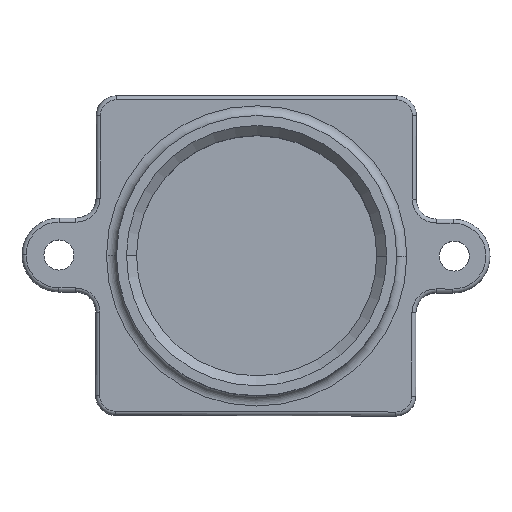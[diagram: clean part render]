
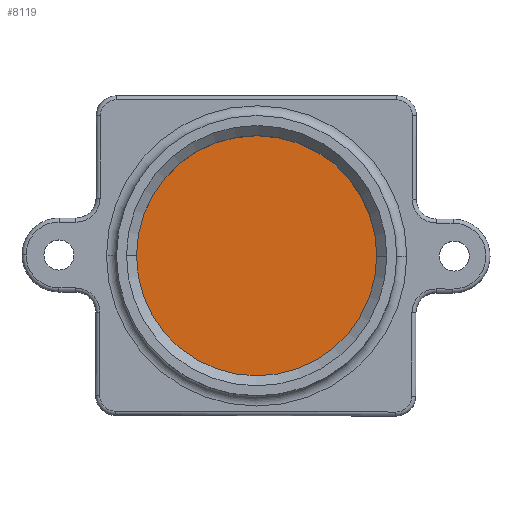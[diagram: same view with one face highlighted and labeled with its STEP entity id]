
A CAD part, top view. The second image highlights one B-rep face of the part: STEP entity #8119.
In plain terms, the highlighted planar face has unit normal (0, 0, 1).
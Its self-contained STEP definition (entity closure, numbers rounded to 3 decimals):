
#1360 = CYLINDRICAL_SURFACE('',#1361,152.4);
#1361 = AXIS2_PLACEMENT_3D('',#1362,#1363,#1364);
#1362 = CARTESIAN_POINT('',(0.,0.,-354.852));
#1363 = DIRECTION('',(0.,0.,1.));
#1364 = DIRECTION('',(1.,0.,0.));
#2148 = VERTEX_POINT('',#2149);
#2149 = CARTESIAN_POINT('',(152.4,0.,76.2));
#2185 = CYLINDRICAL_SURFACE('',#2186,152.4);
#2186 = AXIS2_PLACEMENT_3D('',#2187,#2188,#2189);
#2187 = CARTESIAN_POINT('',(0.,0.,-354.852));
#2188 = DIRECTION('',(0.,0.,1.));
#2189 = DIRECTION('',(1.,0.,0.));
#2221 = VERTEX_POINT('',#2222);
#2222 = CARTESIAN_POINT('',(-152.4,0.,76.2));
#2287 = EDGE_CURVE('',#2148,#2221,#2288,.T.);
#2288 = SURFACE_CURVE('',#2289,(#2294,#2323),.PCURVE_S1.);
#2289 = CIRCLE('',#2290,152.4);
#2290 = AXIS2_PLACEMENT_3D('',#2291,#2292,#2293);
#2291 = CARTESIAN_POINT('',(0.,0.,76.2));
#2292 = DIRECTION('',(0.,0.,-1.));
#2293 = DIRECTION('',(1.,0.,0.));
#2294 = PCURVE('',#1360,#2295);
#2295 = DEFINITIONAL_REPRESENTATION('',(#2296),#2322);
#2296 = B_SPLINE_CURVE_WITH_KNOTS('',3,(#2297,#2298,#2299,#2300,#2301,
    #2302,#2303,#2304,#2305,#2306,#2307,#2308,#2309,#2310,#2311,#2312,
    #2313,#2314,#2315,#2316,#2317,#2318,#2319,#2320,#2321),
  .UNSPECIFIED.,.F.,.F.,(4,1,1,1,1,1,1,1,1,1,1,1,1,1,1,1,1,1,1,1,1,1,4),
  (0.,0.143,0.286,0.428,0.571,
    0.714,0.857,1.,1.142,
    1.285,1.428,1.571,1.714,
    1.856,1.999,2.142,2.285,
    2.428,2.57,2.713,2.856,
    2.999,3.142),.QUASI_UNIFORM_KNOTS.);
#2297 = CARTESIAN_POINT('',(6.283,431.052));
#2298 = CARTESIAN_POINT('',(6.236,431.052));
#2299 = CARTESIAN_POINT('',(6.14,431.052));
#2300 = CARTESIAN_POINT('',(5.998,431.052));
#2301 = CARTESIAN_POINT('',(5.855,431.052));
#2302 = CARTESIAN_POINT('',(5.712,431.052));
#2303 = CARTESIAN_POINT('',(5.569,431.052));
#2304 = CARTESIAN_POINT('',(5.426,431.052));
#2305 = CARTESIAN_POINT('',(5.284,431.052));
#2306 = CARTESIAN_POINT('',(5.141,431.052));
#2307 = CARTESIAN_POINT('',(4.998,431.052));
#2308 = CARTESIAN_POINT('',(4.855,431.052));
#2309 = CARTESIAN_POINT('',(4.712,431.052));
#2310 = CARTESIAN_POINT('',(4.57,431.052));
#2311 = CARTESIAN_POINT('',(4.427,431.052));
#2312 = CARTESIAN_POINT('',(4.284,431.052));
#2313 = CARTESIAN_POINT('',(4.141,431.052));
#2314 = CARTESIAN_POINT('',(3.998,431.052));
#2315 = CARTESIAN_POINT('',(3.856,431.052));
#2316 = CARTESIAN_POINT('',(3.713,431.052));
#2317 = CARTESIAN_POINT('',(3.57,431.052));
#2318 = CARTESIAN_POINT('',(3.427,431.052));
#2319 = CARTESIAN_POINT('',(3.284,431.052));
#2320 = CARTESIAN_POINT('',(3.189,431.052));
#2321 = CARTESIAN_POINT('',(3.142,431.052));
#2322 = ( GEOMETRIC_REPRESENTATION_CONTEXT(2) 
PARAMETRIC_REPRESENTATION_CONTEXT() REPRESENTATION_CONTEXT('2D SPACE',''
  ) );
#2323 = PCURVE('',#2324,#2329);
#2324 = PLANE('',#2325);
#2325 = AXIS2_PLACEMENT_3D('',#2326,#2327,#2328);
#2326 = CARTESIAN_POINT('',(-0.797,0.478,76.2));
#2327 = DIRECTION('',(0.,0.,1.));
#2328 = DIRECTION('',(1.,0.,0.));
#2329 = DEFINITIONAL_REPRESENTATION('',(#2330),#2338);
#2330 = ( BOUNDED_CURVE() B_SPLINE_CURVE(2,(#2331,#2332,#2333,#2334,
#2335,#2336,#2337),.UNSPECIFIED.,.F.,.F.) B_SPLINE_CURVE_WITH_KNOTS((1,2
    ,2,2,2,1),(-2.094,0.,2.094,4.189,
6.283,8.378),.UNSPECIFIED.) CURVE() 
GEOMETRIC_REPRESENTATION_ITEM() RATIONAL_B_SPLINE_CURVE((1.,0.5,1.,0.5,
1.,0.5,1.)) REPRESENTATION_ITEM('') );
#2331 = CARTESIAN_POINT('',(153.197,-0.478));
#2332 = CARTESIAN_POINT('',(153.197,-264.443));
#2333 = CARTESIAN_POINT('',(-75.403,-132.46));
#2334 = CARTESIAN_POINT('',(-304.003,-0.478));
#2335 = CARTESIAN_POINT('',(-75.403,131.504));
#2336 = CARTESIAN_POINT('',(153.197,263.487));
#2337 = CARTESIAN_POINT('',(153.197,-0.478));
#2338 = ( GEOMETRIC_REPRESENTATION_CONTEXT(2) 
PARAMETRIC_REPRESENTATION_CONTEXT() REPRESENTATION_CONTEXT('2D SPACE',''
  ) );
#8071 = EDGE_CURVE('',#2221,#2148,#8072,.T.);
#8072 = SURFACE_CURVE('',#8073,(#8078,#8107),.PCURVE_S1.);
#8073 = CIRCLE('',#8074,152.4);
#8074 = AXIS2_PLACEMENT_3D('',#8075,#8076,#8077);
#8075 = CARTESIAN_POINT('',(0.,0.,76.2));
#8076 = DIRECTION('',(0.,0.,-1.));
#8077 = DIRECTION('',(1.,0.,0.));
#8078 = PCURVE('',#2185,#8079);
#8079 = DEFINITIONAL_REPRESENTATION('',(#8080),#8106);
#8080 = B_SPLINE_CURVE_WITH_KNOTS('',3,(#8081,#8082,#8083,#8084,#8085,
    #8086,#8087,#8088,#8089,#8090,#8091,#8092,#8093,#8094,#8095,#8096,
    #8097,#8098,#8099,#8100,#8101,#8102,#8103,#8104,#8105),
  .UNSPECIFIED.,.F.,.F.,(4,1,1,1,1,1,1,1,1,1,1,1,1,1,1,1,1,1,1,1,1,1,4),
  (3.142,3.284,3.427,3.57,
    3.713,3.856,3.998,4.141,
    4.284,4.427,4.57,4.712,
    4.855,4.998,5.141,5.284,
    5.426,5.569,5.712,5.855,
    5.998,6.14,6.283),.QUASI_UNIFORM_KNOTS.);
#8081 = CARTESIAN_POINT('',(3.142,431.052));
#8082 = CARTESIAN_POINT('',(3.094,431.052));
#8083 = CARTESIAN_POINT('',(2.999,431.052));
#8084 = CARTESIAN_POINT('',(2.856,431.052));
#8085 = CARTESIAN_POINT('',(2.713,431.052));
#8086 = CARTESIAN_POINT('',(2.57,431.052));
#8087 = CARTESIAN_POINT('',(2.428,431.052));
#8088 = CARTESIAN_POINT('',(2.285,431.052));
#8089 = CARTESIAN_POINT('',(2.142,431.052));
#8090 = CARTESIAN_POINT('',(1.999,431.052));
#8091 = CARTESIAN_POINT('',(1.856,431.052));
#8092 = CARTESIAN_POINT('',(1.714,431.052));
#8093 = CARTESIAN_POINT('',(1.571,431.052));
#8094 = CARTESIAN_POINT('',(1.428,431.052));
#8095 = CARTESIAN_POINT('',(1.285,431.052));
#8096 = CARTESIAN_POINT('',(1.142,431.052));
#8097 = CARTESIAN_POINT('',(1.,431.052));
#8098 = CARTESIAN_POINT('',(0.857,431.052));
#8099 = CARTESIAN_POINT('',(0.714,431.052));
#8100 = CARTESIAN_POINT('',(0.571,431.052));
#8101 = CARTESIAN_POINT('',(0.428,431.052));
#8102 = CARTESIAN_POINT('',(0.286,431.052));
#8103 = CARTESIAN_POINT('',(0.143,431.052));
#8104 = CARTESIAN_POINT('',(0.048,431.052));
#8105 = CARTESIAN_POINT('',(0.,431.052));
#8106 = ( GEOMETRIC_REPRESENTATION_CONTEXT(2) 
PARAMETRIC_REPRESENTATION_CONTEXT() REPRESENTATION_CONTEXT('2D SPACE',''
  ) );
#8107 = PCURVE('',#2324,#8108);
#8108 = DEFINITIONAL_REPRESENTATION('',(#8109),#8117);
#8109 = ( BOUNDED_CURVE() B_SPLINE_CURVE(2,(#8110,#8111,#8112,#8113,
#8114,#8115,#8116),.UNSPECIFIED.,.F.,.F.) B_SPLINE_CURVE_WITH_KNOTS((1,2
    ,2,2,2,1),(-2.094,0.,2.094,4.189,
6.283,8.378),.UNSPECIFIED.) CURVE() 
GEOMETRIC_REPRESENTATION_ITEM() RATIONAL_B_SPLINE_CURVE((1.,0.5,1.,0.5,
1.,0.5,1.)) REPRESENTATION_ITEM('') );
#8110 = CARTESIAN_POINT('',(153.197,-0.478));
#8111 = CARTESIAN_POINT('',(153.197,-264.443));
#8112 = CARTESIAN_POINT('',(-75.403,-132.46));
#8113 = CARTESIAN_POINT('',(-304.003,-0.478));
#8114 = CARTESIAN_POINT('',(-75.403,131.504));
#8115 = CARTESIAN_POINT('',(153.197,263.487));
#8116 = CARTESIAN_POINT('',(153.197,-0.478));
#8117 = ( GEOMETRIC_REPRESENTATION_CONTEXT(2) 
PARAMETRIC_REPRESENTATION_CONTEXT() REPRESENTATION_CONTEXT('2D SPACE',''
  ) );
#8119 = ADVANCED_FACE('',(#8120),#2324,.T.);
#8120 = FACE_BOUND('',#8121,.T.);
#8121 = EDGE_LOOP('',(#8122,#8123));
#8122 = ORIENTED_EDGE('',*,*,#2287,.F.);
#8123 = ORIENTED_EDGE('',*,*,#8071,.F.);
